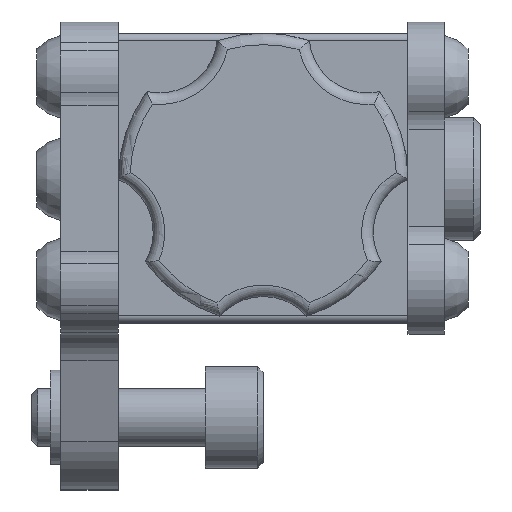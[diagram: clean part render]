
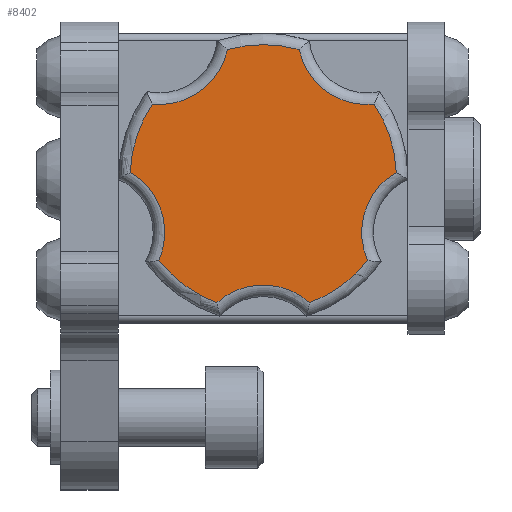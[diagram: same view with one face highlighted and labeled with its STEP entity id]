
A CAD part, top view. The second image highlights one B-rep face of the part: STEP entity #8402.
In plain terms, the highlighted face is planar.
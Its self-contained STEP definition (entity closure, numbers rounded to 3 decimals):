
#523=PLANE('',#9141);
#758=FACE_OUTER_BOUND('',#1297,.T.);
#1297=EDGE_LOOP('',(#5782,#5783,#5784,#5785,#5786,#5787,#5788,#5789,#5790,
#5791));
#2762=CIRCLE('',#9102,4.8);
#2764=CIRCLE('',#9105,9.2);
#2789=CIRCLE('',#9142,9.2);
#2790=CIRCLE('',#9143,9.2);
#2791=CIRCLE('',#9144,4.8);
#2792=CIRCLE('',#9145,9.2);
#2793=CIRCLE('',#9146,4.8);
#2794=CIRCLE('',#9147,4.8);
#2795=CIRCLE('',#9148,9.2);
#2796=CIRCLE('',#9149,4.8);
#3474=VERTEX_POINT('',#13718);
#3475=VERTEX_POINT('',#13733);
#3477=VERTEX_POINT('',#13751);
#3479=VERTEX_POINT('',#13768);
#3498=VERTEX_POINT('',#13848);
#3499=VERTEX_POINT('',#13850);
#3500=VERTEX_POINT('',#13852);
#3501=VERTEX_POINT('',#13854);
#3502=VERTEX_POINT('',#13857);
#3503=VERTEX_POINT('',#13859);
#4330=EDGE_CURVE('',#3475,#3474,#2762,.T.);
#4335=EDGE_CURVE('',#3477,#3479,#2764,.T.);
#4370=EDGE_CURVE('',#3498,#3475,#2789,.T.);
#4371=EDGE_CURVE('',#3474,#3499,#2790,.T.);
#4372=EDGE_CURVE('',#3499,#3500,#2791,.T.);
#4373=EDGE_CURVE('',#3500,#3501,#2792,.T.);
#4374=EDGE_CURVE('',#3501,#3477,#2793,.T.);
#4375=EDGE_CURVE('',#3479,#3502,#2794,.T.);
#4376=EDGE_CURVE('',#3502,#3503,#2795,.T.);
#4377=EDGE_CURVE('',#3503,#3498,#2796,.T.);
#5782=ORIENTED_EDGE('',*,*,#4370,.T.);
#5783=ORIENTED_EDGE('',*,*,#4330,.T.);
#5784=ORIENTED_EDGE('',*,*,#4371,.T.);
#5785=ORIENTED_EDGE('',*,*,#4372,.T.);
#5786=ORIENTED_EDGE('',*,*,#4373,.T.);
#5787=ORIENTED_EDGE('',*,*,#4374,.T.);
#5788=ORIENTED_EDGE('',*,*,#4335,.T.);
#5789=ORIENTED_EDGE('',*,*,#4375,.T.);
#5790=ORIENTED_EDGE('',*,*,#4376,.T.);
#5791=ORIENTED_EDGE('',*,*,#4377,.T.);
#8402=ADVANCED_FACE('',(#758),#523,.F.);
#9102=AXIS2_PLACEMENT_3D('',#13734,#10576,#10577);
#9105=AXIS2_PLACEMENT_3D('',#13783,#10582,#10583);
#9141=AXIS2_PLACEMENT_3D('',#13847,#10664,#10665);
#9142=AXIS2_PLACEMENT_3D('',#13849,#10666,#10667);
#9143=AXIS2_PLACEMENT_3D('',#13851,#10668,#10669);
#9144=AXIS2_PLACEMENT_3D('',#13853,#10670,#10671);
#9145=AXIS2_PLACEMENT_3D('',#13855,#10672,#10673);
#9146=AXIS2_PLACEMENT_3D('',#13856,#10674,#10675);
#9147=AXIS2_PLACEMENT_3D('',#13858,#10676,#10677);
#9148=AXIS2_PLACEMENT_3D('',#13860,#10678,#10679);
#9149=AXIS2_PLACEMENT_3D('',#13861,#10680,#10681);
#10576=DIRECTION('center_axis',(0.,0.,1.));
#10577=DIRECTION('ref_axis',(1.,0.,0.));
#10582=DIRECTION('center_axis',(0.,0.,-1.));
#10583=DIRECTION('ref_axis',(1.,0.,0.));
#10664=DIRECTION('center_axis',(0.,0.,1.));
#10665=DIRECTION('ref_axis',(1.,0.,0.));
#10666=DIRECTION('center_axis',(0.,0.,-1.));
#10667=DIRECTION('ref_axis',(1.,0.,0.));
#10668=DIRECTION('center_axis',(0.,0.,-1.));
#10669=DIRECTION('ref_axis',(1.,0.,0.));
#10670=DIRECTION('center_axis',(0.,0.,1.));
#10671=DIRECTION('ref_axis',(1.,0.,0.));
#10672=DIRECTION('center_axis',(0.,0.,-1.));
#10673=DIRECTION('ref_axis',(1.,0.,0.));
#10674=DIRECTION('center_axis',(0.,0.,1.));
#10675=DIRECTION('ref_axis',(1.,0.,0.));
#10676=DIRECTION('center_axis',(0.,0.,1.));
#10677=DIRECTION('ref_axis',(1.,0.,0.));
#10678=DIRECTION('center_axis',(0.,0.,-1.));
#10679=DIRECTION('ref_axis',(1.,0.,0.));
#10680=DIRECTION('center_axis',(0.,0.,1.));
#10681=DIRECTION('ref_axis',(1.,0.,0.));
#13718=CARTESIAN_POINT('',(-7.212,5.712,-1.5));
#13733=CARTESIAN_POINT('',(-9.192,-0.382,-1.5));
#13734=CARTESIAN_POINT('Origin',(-11.601,3.769,-1.5));
#13751=CARTESIAN_POINT('',(9.192,-0.382,-1.5));
#13768=CARTESIAN_POINT('',(7.661,-5.094,-1.5));
#13783=CARTESIAN_POINT('Origin',(0.,0.,-1.5));
#13847=CARTESIAN_POINT('Origin',(-5.801,1.885,-1.5));
#13848=CARTESIAN_POINT('',(-7.661,-5.094,-1.5));
#13849=CARTESIAN_POINT('Origin',(0.,0.,-1.5));
#13850=CARTESIAN_POINT('',(-3.204,8.624,-1.5));
#13851=CARTESIAN_POINT('Origin',(0.,0.,-1.5));
#13852=CARTESIAN_POINT('',(3.204,8.624,-1.5));
#13853=CARTESIAN_POINT('Origin',(0.,12.198,
-1.5));
#13854=CARTESIAN_POINT('',(7.212,5.712,-1.5));
#13855=CARTESIAN_POINT('Origin',(0.,0.,-1.5));
#13856=CARTESIAN_POINT('Origin',(11.601,3.769,-1.5));
#13857=CARTESIAN_POINT('',(2.477,-8.86,-1.5));
#13858=CARTESIAN_POINT('Origin',(7.17,-9.868,-1.5));
#13859=CARTESIAN_POINT('',(-2.477,-8.86,-1.5));
#13860=CARTESIAN_POINT('Origin',(0.,0.,-1.5));
#13861=CARTESIAN_POINT('Origin',(-7.17,-9.868,-1.5));
